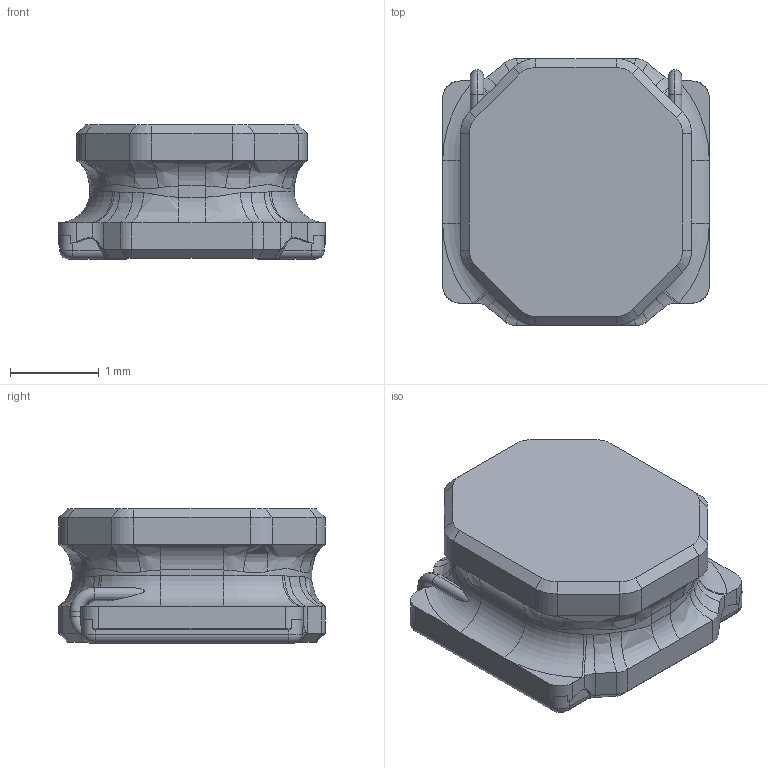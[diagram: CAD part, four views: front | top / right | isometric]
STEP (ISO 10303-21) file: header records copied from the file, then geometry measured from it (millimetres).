
FILE_DESCRIPTION (( 'STEP AP214' ), '1' );
FILE_NAME ('IND-SMD_L3.0-W3.0-H1.5.STEP', '2025-05-12T02:45:50', ( '' ), ( '' ), 'SwSTEP 2.0', 'SolidWorks 2021', '' );
FILE_SCHEMA (( 'AUTOMOTIVE_DESIGN' ));
Length unit declared in the file: millimetre
Products named in the file (1): IND-SMD_L3.0-W3.0-H1.5
Bounding box: 3 x 3 x 1.51 mm (x, y, z)
Volume: 10.1 mm3; surface area: 31.1 mm2
Topology: 1 solids, 1 shells, 432 faces, 1147 edges, 734 vertices
Faces by surface type: plane 192, bspline 156, cylinder 50, cone 20, torus 14
Entity records: 19685 total; most frequent: CARTESIAN_POINT 5266, ORIENTED_EDGE 2294, DIRECTION 1509, EDGE_CURVE 1147, VERTEX_POINT 734, VECTOR 627, LINE 627, EDGE_LOOP 453
